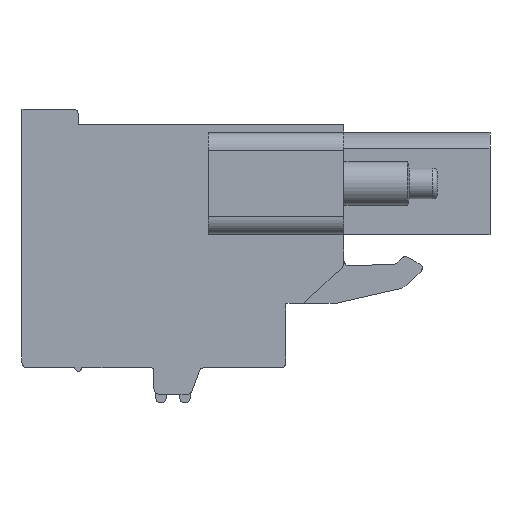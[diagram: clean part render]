
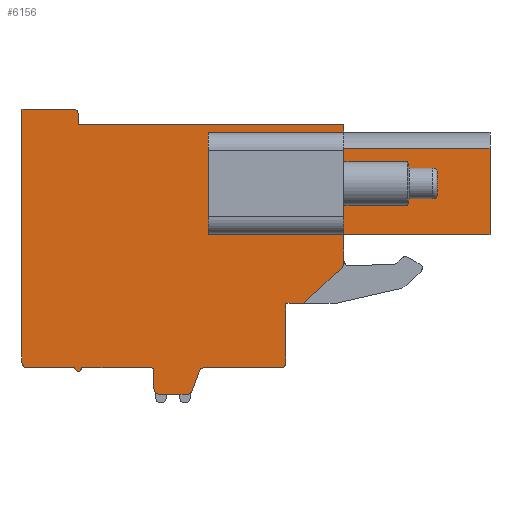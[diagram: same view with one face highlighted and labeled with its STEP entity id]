
A CAD part, left-side view. The second image highlights one B-rep face of the part: STEP entity #6156.
In plain terms, the highlighted planar face has unit normal (-1, 0, 0).
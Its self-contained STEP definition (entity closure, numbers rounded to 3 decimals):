
#1=DIRECTION('',(0.,0.,-1.));
#2=VECTOR('',#1,1.325);
#3=CARTESIAN_POINT('',(0.,-5.66,6.96));
#4=LINE('',#3,#2);
#5=DIRECTION('',(0.,1.,0.));
#6=VECTOR('',#5,8.3);
#7=CARTESIAN_POINT('',(0.,-13.96,5.635));
#8=LINE('',#7,#6);
#9=DIRECTION('',(0.,1.,0.));
#10=VECTOR('',#9,8.3);
#11=CARTESIAN_POINT('',(0.,-13.96,0.73));
#12=LINE('',#11,#10);
#13=DIRECTION('',(0.,0.,-1.));
#14=VECTOR('',#13,1.64);
#15=CARTESIAN_POINT('',(0.,-5.66,0.73));
#16=LINE('',#15,#14);
#17=CARTESIAN_POINT('',(0.,-5.36,-0.91));
#18=DIRECTION('',(1.,0.,0.));
#19=DIRECTION('',(0.,-1.,0.));
#20=AXIS2_PLACEMENT_3D('',#17,#18,#19);
#22=DIRECTION('',(0.,0.731,-0.683));
#23=VECTOR('',#22,3.018);
#24=CARTESIAN_POINT('',(0.,-5.565,-1.129));
#25=LINE('',#24,#23);
#26=DIRECTION('',(0.,1.,0.));
#27=VECTOR('',#26,1.);
#28=CARTESIAN_POINT('',(0.,-3.36,-3.19));
#29=LINE('',#28,#27);
#30=DIRECTION('',(0.,0.,-1.));
#31=VECTOR('',#30,0.5);
#32=CARTESIAN_POINT('',(0.,-2.36,-3.19));
#33=LINE('',#32,#31);
#34=DIRECTION('',(0.,0.,-1.));
#35=VECTOR('',#34,2.35);
#36=CARTESIAN_POINT('',(0.,-2.36,-3.69));
#37=LINE('',#36,#35);
#38=DIRECTION('',(0.,0.,-1.));
#39=VECTOR('',#38,0.5);
#40=CARTESIAN_POINT('',(0.,-2.36,-6.04));
#41=LINE('',#40,#39);
#42=CARTESIAN_POINT('',(0.,-2.06,-6.54));
#43=DIRECTION('',(1.,0.,0.));
#44=DIRECTION('',(0.,-1.,0.));
#45=AXIS2_PLACEMENT_3D('',#42,#43,#44);
#47=DIRECTION('',(0.,1.,0.));
#48=VECTOR('',#47,4.34);
#49=CARTESIAN_POINT('',(0.,-2.06,-6.84));
#50=LINE('',#49,#48);
#51=CARTESIAN_POINT('',(0.,2.28,-7.14));
#52=DIRECTION('',(-1.,0.,0.));
#53=DIRECTION('',(0.,0.,1.));
#54=AXIS2_PLACEMENT_3D('',#51,#52,#53);
#56=DIRECTION('',(0.,0.345,-0.939));
#57=VECTOR('',#56,1.179);
#58=CARTESIAN_POINT('',(0.,2.562,-7.037));
#59=LINE('',#58,#57);
#60=CARTESIAN_POINT('',(0.,3.25,-8.04));
#61=DIRECTION('',(1.,0.,0.));
#62=DIRECTION('',(0.,-0.939,-0.345));
#63=AXIS2_PLACEMENT_3D('',#60,#61,#62);
#65=DIRECTION('',(0.,1.,0.));
#66=VECTOR('',#65,1.59);
#67=CARTESIAN_POINT('',(0.,3.25,-8.34));
#68=LINE('',#67,#66);
#69=CARTESIAN_POINT('',(0.,4.84,-8.04));
#70=DIRECTION('',(1.,0.,0.));
#71=DIRECTION('',(0.,0.,-1.));
#72=AXIS2_PLACEMENT_3D('',#69,#70,#71);
#74=DIRECTION('',(0.,0.,1.));
#75=VECTOR('',#74,1.);
#76=CARTESIAN_POINT('',(0.,5.14,-8.04));
#77=LINE('',#76,#75);
#78=CARTESIAN_POINT('',(0.,5.34,-7.04));
#79=DIRECTION('',(-1.,0.,0.));
#80=DIRECTION('',(0.,-1.,0.));
#81=AXIS2_PLACEMENT_3D('',#78,#79,#80);
#83=DIRECTION('',(0.,1.,0.));
#84=VECTOR('',#83,3.9);
#85=CARTESIAN_POINT('',(0.,5.34,-6.84));
#86=LINE('',#85,#84);
#87=CARTESIAN_POINT('',(0.,9.44,-6.84));
#88=DIRECTION('',(1.,0.,0.));
#89=DIRECTION('',(0.,-1.,0.));
#90=AXIS2_PLACEMENT_3D('',#87,#88,#89);
#92=DIRECTION('',(0.,1.,0.));
#93=VECTOR('',#92,2.7);
#94=CARTESIAN_POINT('',(0.,9.64,-6.84));
#95=LINE('',#94,#93);
#96=CARTESIAN_POINT('',(0.,12.34,-6.54));
#97=DIRECTION('',(1.,0.,0.));
#98=DIRECTION('',(0.,0.,-1.));
#99=AXIS2_PLACEMENT_3D('',#96,#97,#98);
#101=DIRECTION('',(0.,0.,1.));
#102=VECTOR('',#101,0.5);
#103=CARTESIAN_POINT('',(0.,12.64,-6.54));
#104=LINE('',#103,#102);
#105=DIRECTION('',(0.,0.,1.));
#106=VECTOR('',#105,13.9);
#107=CARTESIAN_POINT('',(0.,12.64,-6.04));
#108=LINE('',#107,#106);
#109=DIRECTION('',(0.,-1.,0.));
#110=VECTOR('',#109,2.9);
#111=CARTESIAN_POINT('',(0.,12.64,7.86));
#112=LINE('',#111,#110);
#113=CARTESIAN_POINT('',(0.,9.74,7.56));
#114=DIRECTION('',(1.,0.,0.));
#115=DIRECTION('',(0.,0.,1.));
#116=AXIS2_PLACEMENT_3D('',#113,#114,#115);
#118=DIRECTION('',(0.,0.,-1.));
#119=VECTOR('',#118,0.6);
#120=CARTESIAN_POINT('',(0.,9.44,7.56));
#121=LINE('',#120,#119);
#122=DIRECTION('',(0.,-1.,0.));
#123=VECTOR('',#122,15.1);
#124=CARTESIAN_POINT('',(0.,9.44,6.96));
#125=LINE('',#124,#123);
#126=DIRECTION('',(0.,-1.,0.));
#127=VECTOR('',#126,6.1);
#128=CARTESIAN_POINT('',(0.,2.04,0.73));
#129=LINE('',#128,#127);
#130=DIRECTION('',(0.,0.,1.));
#131=VECTOR('',#130,5.8);
#132=CARTESIAN_POINT('',(0.,-4.06,0.73));
#133=LINE('',#132,#131);
#134=DIRECTION('',(0.,1.,0.));
#135=VECTOR('',#134,6.1);
#136=CARTESIAN_POINT('',(0.,-4.06,6.53));
#137=LINE('',#136,#135);
#3725=DIRECTION('',(0.,0.,1.));
#3726=VECTOR('',#3725,4.905);
#3727=CARTESIAN_POINT('',(0.,-13.96,0.73));
#3728=LINE('',#3727,#3726);
#4378=DIRECTION('',(0.,0.,1.));
#4379=VECTOR('',#4378,5.8);
#4380=CARTESIAN_POINT('',(0.,2.04,0.73));
#4381=LINE('',#4380,#4379);
#4639=CARTESIAN_POINT('',(0.,12.34,-6.84));
#4640=CARTESIAN_POINT('',(0.,12.64,-6.54));
#4641=VERTEX_POINT('',#4639);
#4642=VERTEX_POINT('',#4640);
#4643=CARTESIAN_POINT('',(0.,12.64,-6.04));
#4644=VERTEX_POINT('',#4643);
#4645=CARTESIAN_POINT('',(0.,12.64,7.86));
#4646=VERTEX_POINT('',#4645);
#4647=CARTESIAN_POINT('',(0.,9.74,7.86));
#4648=VERTEX_POINT('',#4647);
#4649=CARTESIAN_POINT('',(0.,9.44,7.56));
#4650=VERTEX_POINT('',#4649);
#4651=CARTESIAN_POINT('',(0.,9.44,6.96));
#4652=VERTEX_POINT('',#4651);
#4653=CARTESIAN_POINT('',(0.,-5.66,6.96));
#4654=VERTEX_POINT('',#4653);
#4655=CARTESIAN_POINT('',(0.,-5.66,-0.91));
#4656=CARTESIAN_POINT('',(0.,-5.565,-1.129));
#4657=VERTEX_POINT('',#4655);
#4658=VERTEX_POINT('',#4656);
#4659=CARTESIAN_POINT('',(0.,-3.36,-3.19));
#4660=VERTEX_POINT('',#4659);
#4661=CARTESIAN_POINT('',(0.,-2.36,-3.19));
#4662=VERTEX_POINT('',#4661);
#4663=CARTESIAN_POINT('',(0.,-2.36,-3.69));
#4664=VERTEX_POINT('',#4663);
#4665=CARTESIAN_POINT('',(0.,-2.36,-6.04));
#4666=VERTEX_POINT('',#4665);
#4667=CARTESIAN_POINT('',(0.,-2.36,-6.54));
#4668=VERTEX_POINT('',#4667);
#4669=CARTESIAN_POINT('',(0.,-2.06,-6.84));
#4670=VERTEX_POINT('',#4669);
#4671=CARTESIAN_POINT('',(0.,2.28,-6.84));
#4672=VERTEX_POINT('',#4671);
#4673=CARTESIAN_POINT('',(0.,2.562,-7.037));
#4674=VERTEX_POINT('',#4673);
#4675=CARTESIAN_POINT('',(0.,2.968,-8.143));
#4676=VERTEX_POINT('',#4675);
#4677=CARTESIAN_POINT('',(0.,3.25,-8.34));
#4678=VERTEX_POINT('',#4677);
#4679=CARTESIAN_POINT('',(0.,4.84,-8.34));
#4680=VERTEX_POINT('',#4679);
#4681=CARTESIAN_POINT('',(0.,5.14,-8.04));
#4682=VERTEX_POINT('',#4681);
#4683=CARTESIAN_POINT('',(0.,5.14,-7.04));
#4684=VERTEX_POINT('',#4683);
#4685=CARTESIAN_POINT('',(0.,5.34,-6.84));
#4686=VERTEX_POINT('',#4685);
#4687=CARTESIAN_POINT('',(0.,9.24,-6.84));
#4688=VERTEX_POINT('',#4687);
#4689=CARTESIAN_POINT('',(0.,9.64,-6.84));
#4690=VERTEX_POINT('',#4689);
#4767=CARTESIAN_POINT('',(0.,-13.96,0.73));
#4768=VERTEX_POINT('',#4767);
#4769=CARTESIAN_POINT('',(0.,-5.66,0.73));
#4770=VERTEX_POINT('',#4769);
#4935=CARTESIAN_POINT('',(0.,-13.96,5.635));
#4937=VERTEX_POINT('',#4935);
#5915=CARTESIAN_POINT('',(0.,2.04,0.73));
#5916=CARTESIAN_POINT('',(0.,2.04,6.53));
#5917=VERTEX_POINT('',#5915);
#5918=VERTEX_POINT('',#5916);
#5923=CARTESIAN_POINT('',(0.,-4.06,0.73));
#5925=VERTEX_POINT('',#5923);
#5927=CARTESIAN_POINT('',(0.,-4.06,6.53));
#5929=VERTEX_POINT('',#5927);
#5931=CARTESIAN_POINT('',(0.,-5.66,5.635));
#5932=VERTEX_POINT('',#5931);
#6079=CARTESIAN_POINT('',(0.,0.,0.));
#6080=DIRECTION('',(1.,0.,0.));
#6081=DIRECTION('',(0.,-1.,0.));
#6082=AXIS2_PLACEMENT_3D('',#6079,#6080,#6081);
#6083=PLANE('',#6082);
#6085=ORIENTED_EDGE('',*,*,#6084,.T.);
#6087=ORIENTED_EDGE('',*,*,#6086,.F.);
#6089=ORIENTED_EDGE('',*,*,#6088,.F.);
#6091=ORIENTED_EDGE('',*,*,#6090,.T.);
#6093=ORIENTED_EDGE('',*,*,#6092,.T.);
#6095=ORIENTED_EDGE('',*,*,#6094,.T.);
#6097=ORIENTED_EDGE('',*,*,#6096,.T.);
#6099=ORIENTED_EDGE('',*,*,#6098,.T.);
#6101=ORIENTED_EDGE('',*,*,#6100,.T.);
#6103=ORIENTED_EDGE('',*,*,#6102,.T.);
#6105=ORIENTED_EDGE('',*,*,#6104,.T.);
#6107=ORIENTED_EDGE('',*,*,#6106,.T.);
#6109=ORIENTED_EDGE('',*,*,#6108,.T.);
#6111=ORIENTED_EDGE('',*,*,#6110,.T.);
#6113=ORIENTED_EDGE('',*,*,#6112,.T.);
#6115=ORIENTED_EDGE('',*,*,#6114,.T.);
#6117=ORIENTED_EDGE('',*,*,#6116,.T.);
#6119=ORIENTED_EDGE('',*,*,#6118,.T.);
#6121=ORIENTED_EDGE('',*,*,#6120,.T.);
#6123=ORIENTED_EDGE('',*,*,#6122,.T.);
#6125=ORIENTED_EDGE('',*,*,#6124,.T.);
#6127=ORIENTED_EDGE('',*,*,#6126,.T.);
#6129=ORIENTED_EDGE('',*,*,#6128,.T.);
#6131=ORIENTED_EDGE('',*,*,#6130,.T.);
#6133=ORIENTED_EDGE('',*,*,#6132,.T.);
#6135=ORIENTED_EDGE('',*,*,#6134,.T.);
#6137=ORIENTED_EDGE('',*,*,#6136,.T.);
#6139=ORIENTED_EDGE('',*,*,#6138,.T.);
#6141=ORIENTED_EDGE('',*,*,#6140,.T.);
#6143=ORIENTED_EDGE('',*,*,#6142,.T.);
#6144=EDGE_LOOP('',(#6085,#6087,#6089,#6091,#6093,#6095,#6097,#6099,#6101,#6103,
#6105,#6107,#6109,#6111,#6113,#6115,#6117,#6119,#6121,#6123,#6125,#6127,#6129,
#6131,#6133,#6135,#6137,#6139,#6141,#6143));
#6145=FACE_OUTER_BOUND('',#6144,.F.);
#6147=ORIENTED_EDGE('',*,*,#6146,.T.);
#6149=ORIENTED_EDGE('',*,*,#6148,.T.);
#6151=ORIENTED_EDGE('',*,*,#6150,.T.);
#6153=ORIENTED_EDGE('',*,*,#6152,.F.);
#6154=EDGE_LOOP('',(#6147,#6149,#6151,#6153));
#6155=FACE_BOUND('',#6154,.F.);
#6156=ADVANCED_FACE('',(#6145,#6155),#6083,.F.);
#21=CIRCLE('',#20,0.3);
#46=CIRCLE('',#45,0.3);
#55=CIRCLE('',#54,0.3);
#64=CIRCLE('',#63,0.3);
#73=CIRCLE('',#72,0.3);
#82=CIRCLE('',#81,0.2);
#91=CIRCLE('',#90,0.2);
#100=CIRCLE('',#99,0.3);
#117=CIRCLE('',#116,0.3);
#6084=EDGE_CURVE('',#4654,#5932,#4,.T.);
#6086=EDGE_CURVE('',#4937,#5932,#8,.T.);
#6088=EDGE_CURVE('',#4768,#4937,#3728,.T.);
#6090=EDGE_CURVE('',#4768,#4770,#12,.T.);
#6092=EDGE_CURVE('',#4770,#4657,#16,.T.);
#6094=EDGE_CURVE('',#4657,#4658,#21,.T.);
#6096=EDGE_CURVE('',#4658,#4660,#25,.T.);
#6098=EDGE_CURVE('',#4660,#4662,#29,.T.);
#6100=EDGE_CURVE('',#4662,#4664,#33,.T.);
#6102=EDGE_CURVE('',#4664,#4666,#37,.T.);
#6104=EDGE_CURVE('',#4666,#4668,#41,.T.);
#6106=EDGE_CURVE('',#4668,#4670,#46,.T.);
#6108=EDGE_CURVE('',#4670,#4672,#50,.T.);
#6110=EDGE_CURVE('',#4672,#4674,#55,.T.);
#6112=EDGE_CURVE('',#4674,#4676,#59,.T.);
#6114=EDGE_CURVE('',#4676,#4678,#64,.T.);
#6116=EDGE_CURVE('',#4678,#4680,#68,.T.);
#6118=EDGE_CURVE('',#4680,#4682,#73,.T.);
#6120=EDGE_CURVE('',#4682,#4684,#77,.T.);
#6122=EDGE_CURVE('',#4684,#4686,#82,.T.);
#6124=EDGE_CURVE('',#4686,#4688,#86,.T.);
#6126=EDGE_CURVE('',#4688,#4690,#91,.T.);
#6128=EDGE_CURVE('',#4690,#4641,#95,.T.);
#6130=EDGE_CURVE('',#4641,#4642,#100,.T.);
#6132=EDGE_CURVE('',#4642,#4644,#104,.T.);
#6134=EDGE_CURVE('',#4644,#4646,#108,.T.);
#6136=EDGE_CURVE('',#4646,#4648,#112,.T.);
#6138=EDGE_CURVE('',#4648,#4650,#117,.T.);
#6140=EDGE_CURVE('',#4650,#4652,#121,.T.);
#6142=EDGE_CURVE('',#4652,#4654,#125,.T.);
#6146=EDGE_CURVE('',#5917,#5925,#129,.T.);
#6148=EDGE_CURVE('',#5925,#5929,#133,.T.);
#6150=EDGE_CURVE('',#5929,#5918,#137,.T.);
#6152=EDGE_CURVE('',#5917,#5918,#4381,.T.);
